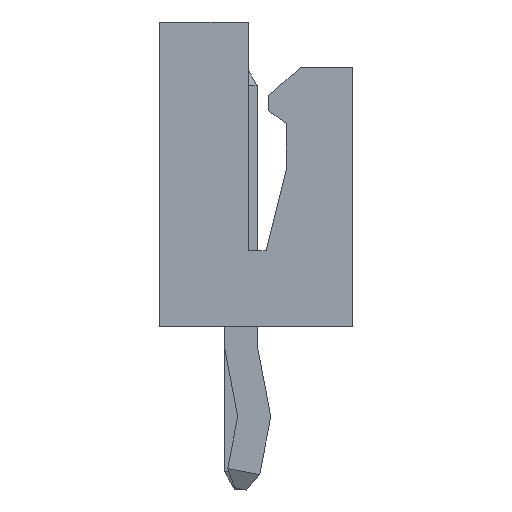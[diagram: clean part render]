
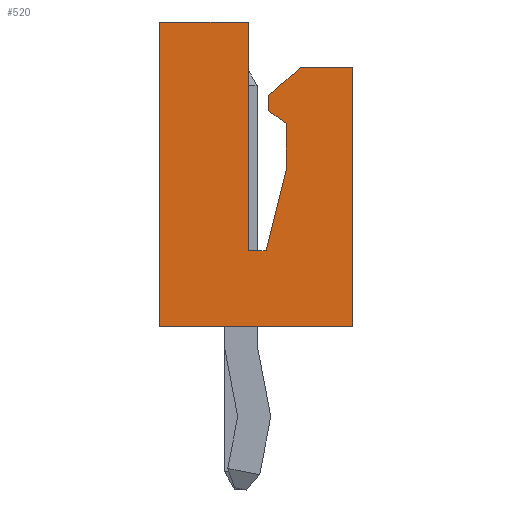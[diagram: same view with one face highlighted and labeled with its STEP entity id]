
A CAD part, left-side view. The second image highlights one B-rep face of the part: STEP entity #520.
In plain terms, the highlighted planar face has unit normal (-1, 0, 0).
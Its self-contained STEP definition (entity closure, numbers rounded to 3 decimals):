
#520 = ADVANCED_FACE( '', ( #1029 ), #1030, .T. );
#1029 = FACE_OUTER_BOUND( '', #1546, .T. );
#1030 = PLANE( '', #1547 );
#1546 = EDGE_LOOP( '', ( #2778, #2779, #2780, #2781, #2782, #2783, #2784, #2785, #2786, #2787, #2788, #2789 ) );
#1547 = AXIS2_PLACEMENT_3D( '', #2790, #2791, #2792 );
#2778 = ORIENTED_EDGE( '', *, *, #3700, .F. );
#2779 = ORIENTED_EDGE( '', *, *, #3701, .T. );
#2780 = ORIENTED_EDGE( '', *, *, #3371, .F. );
#2781 = ORIENTED_EDGE( '', *, *, #3702, .F. );
#2782 = ORIENTED_EDGE( '', *, *, #3407, .T. );
#2783 = ORIENTED_EDGE( '', *, *, #3645, .F. );
#2784 = ORIENTED_EDGE( '', *, *, #3436, .F. );
#2785 = ORIENTED_EDGE( '', *, *, #3203, .F. );
#2786 = ORIENTED_EDGE( '', *, *, #3416, .F. );
#2787 = ORIENTED_EDGE( '', *, *, #3471, .F. );
#2788 = ORIENTED_EDGE( '', *, *, #3508, .F. );
#2789 = ORIENTED_EDGE( '', *, *, #3703, .F. );
#2790 = CARTESIAN_POINT( '', ( -7.5, -1.9, -3. ) );
#2791 = DIRECTION( '', ( -1., 0., 0. ) );
#2792 = DIRECTION( '', ( 0., 0., 1. ) );
#3203 = EDGE_CURVE( '', #3813, #3815, #3816, .T. );
#3371 = EDGE_CURVE( '', #4106, #4108, #4109, .T. );
#3407 = EDGE_CURVE( '', #4169, #4167, #4170, .T. );
#3416 = EDGE_CURVE( '', #4181, #3813, #4183, .T. );
#3436 = EDGE_CURVE( '', #3815, #4216, #4217, .T. );
#3471 = EDGE_CURVE( '', #4267, #4181, #4269, .T. );
#3508 = EDGE_CURVE( '', #4321, #4267, #4323, .T. );
#3645 = EDGE_CURVE( '', #4216, #4167, #4504, .T. );
#3700 = EDGE_CURVE( '', #4569, #4570, #4571, .T. );
#3701 = EDGE_CURVE( '', #4569, #4108, #4572, .T. );
#3702 = EDGE_CURVE( '', #4169, #4106, #4573, .T. );
#3703 = EDGE_CURVE( '', #4570, #4321, #4574, .T. );
#3813 = VERTEX_POINT( '', #4705 );
#3815 = VERTEX_POINT( '', #4708 );
#3816 = LINE( '', #4709, #4710 );
#4106 = VERTEX_POINT( '', #5137 );
#4108 = VERTEX_POINT( '', #5140 );
#4109 = LINE( '', #5141, #5142 );
#4167 = VERTEX_POINT( '', #5227 );
#4169 = VERTEX_POINT( '', #5230 );
#4170 = LINE( '', #5231, #5232 );
#4181 = VERTEX_POINT( '', #5248 );
#4183 = LINE( '', #5251, #5252 );
#4216 = VERTEX_POINT( '', #5300 );
#4217 = LINE( '', #5301, #5302 );
#4267 = VERTEX_POINT( '', #5377 );
#4269 = LINE( '', #5380, #5381 );
#4321 = VERTEX_POINT( '', #5459 );
#4323 = LINE( '', #5462, #5463 );
#4504 = LINE( '', #5734, #5735 );
#4569 = VERTEX_POINT( '', #5832 );
#4570 = VERTEX_POINT( '', #5833 );
#4571 = LINE( '', #5834, #5835 );
#4572 = LINE( '', #5836, #5837 );
#4573 = LINE( '', #5838, #5839 );
#4574 = LINE( '', #5840, #5841 );
#4705 = CARTESIAN_POINT( '', ( -7.5, -0.25, 1.25 ) );
#4708 = CARTESIAN_POINT( '', ( -7.5, -0.25, 1.55 ) );
#4709 = CARTESIAN_POINT( '', ( -7.5, -0.25, 1.55 ) );
#4710 = VECTOR( '', #5964, 1000. );
#5137 = CARTESIAN_POINT( '', ( -7.5, 1.9, -3. ) );
#5140 = CARTESIAN_POINT( '', ( -7.5, 1.9, 3. ) );
#5141 = CARTESIAN_POINT( '', ( -7.5, 1.9, -3. ) );
#5142 = VECTOR( '', #6103, 1000. );
#5227 = CARTESIAN_POINT( '', ( -7.5, -1.9, 2.1 ) );
#5230 = CARTESIAN_POINT( '', ( -7.5, -1.9, -3. ) );
#5231 = CARTESIAN_POINT( '', ( -7.5, -1.9, -3. ) );
#5232 = VECTOR( '', #6132, 1000. );
#5248 = CARTESIAN_POINT( '', ( -7.5, -0.6, 1. ) );
#5251 = CARTESIAN_POINT( '', ( -7.5, -0.25, 1.25 ) );
#5252 = VECTOR( '', #6139, 1000. );
#5300 = CARTESIAN_POINT( '', ( -7.5, -0.87, 2.1 ) );
#5301 = CARTESIAN_POINT( '', ( -7.5, -0.25, 1.55 ) );
#5302 = VECTOR( '', #6155, 1000. );
#5377 = CARTESIAN_POINT( '', ( -7.5, -0.6, 0.1 ) );
#5380 = CARTESIAN_POINT( '', ( -7.5, -0.6, 1. ) );
#5381 = VECTOR( '', #6182, 1000. );
#5459 = CARTESIAN_POINT( '', ( -7.5, -0.2, -1.5 ) );
#5462 = CARTESIAN_POINT( '', ( -7.5, -0.2, -1.5 ) );
#5463 = VECTOR( '', #6210, 1000. );
#5734 = CARTESIAN_POINT( '', ( -7.5, -0.87, 2.1 ) );
#5735 = VECTOR( '', #6319, 1000. );
#5832 = CARTESIAN_POINT( '', ( -7.5, 0.15, 3. ) );
#5833 = CARTESIAN_POINT( '', ( -7.5, 0.15, -1.5 ) );
#5834 = CARTESIAN_POINT( '', ( -7.5, 0.15, -1.5 ) );
#5835 = VECTOR( '', #6358, 1000. );
#5836 = CARTESIAN_POINT( '', ( -7.5, -1.9, 3. ) );
#5837 = VECTOR( '', #6359, 1000. );
#5838 = CARTESIAN_POINT( '', ( -7.5, -1.9, -3. ) );
#5839 = VECTOR( '', #6360, 1000. );
#5840 = CARTESIAN_POINT( '', ( -7.5, 0.15, -1.5 ) );
#5841 = VECTOR( '', #6361, 1000. );
#5964 = DIRECTION( '', ( 0., 0., 1. ) );
#6103 = DIRECTION( '', ( 0., 0., 1. ) );
#6132 = DIRECTION( '', ( 0., 0., 1. ) );
#6139 = DIRECTION( '', ( 0., 0.814, 0.581 ) );
#6155 = DIRECTION( '', ( 0., -0.748, 0.664 ) );
#6182 = DIRECTION( '', ( 0., 0., 1. ) );
#6210 = DIRECTION( '', ( 0., -0.243, 0.97 ) );
#6319 = DIRECTION( '', ( 0., -1., 0. ) );
#6358 = DIRECTION( '', ( 0., 0., -1. ) );
#6359 = DIRECTION( '', ( 0., 1., 0. ) );
#6360 = DIRECTION( '', ( 0., 1., 0. ) );
#6361 = DIRECTION( '', ( 0., -1., 0. ) );
